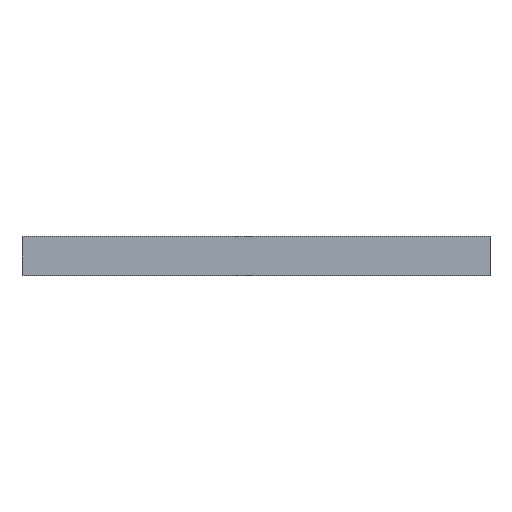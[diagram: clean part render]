
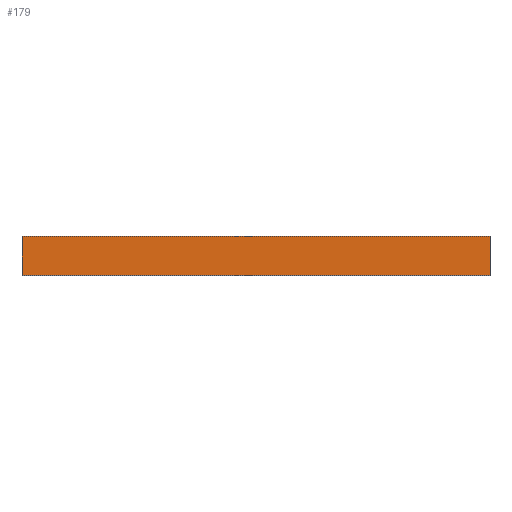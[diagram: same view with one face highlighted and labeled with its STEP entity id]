
A CAD part, top view. The second image highlights one B-rep face of the part: STEP entity #179.
In plain terms, the highlighted planar face has unit normal (0, 0, 1).
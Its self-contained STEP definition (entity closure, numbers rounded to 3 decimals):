
#33 = FACE_OUTER_BOUND ( 'NONE', #604, .T. ) ;
#70 = DIRECTION ( 'NONE',  ( -1., 0., 0. ) ) ;
#86 = AXIS2_PLACEMENT_3D ( 'NONE', #215, #222, #326 ) ;
#96 = VERTEX_POINT ( 'NONE', #143 ) ;
#110 = EDGE_CURVE ( 'NONE', #749, #96, #323, .T. ) ;
#113 = DIRECTION ( 'NONE',  ( 0., -1., 0. ) ) ;
#126 = EDGE_CURVE ( 'NONE', #182, #96, #299, .T. ) ;
#143 = CARTESIAN_POINT ( 'NONE',  ( -600., -100., 0. ) ) ;
#179 = ADVANCED_FACE ( 'NONE', ( #33 ), #1000, .F. ) ;
#182 = VERTEX_POINT ( 'NONE', #831 ) ;
#188 = ORIENTED_EDGE ( 'NONE', *, *, #126, .T. ) ;
#195 = VERTEX_POINT ( 'NONE', #494 ) ;
#215 = CARTESIAN_POINT ( 'NONE',  ( 600., 0., 0. ) ) ;
#222 = DIRECTION ( 'NONE',  ( 0., 0., -1. ) ) ;
#299 = LINE ( 'NONE', #1001, #718 ) ;
#323 = LINE ( 'NONE', #1110, #932 ) ;
#326 = DIRECTION ( 'NONE',  ( -1., 0., 0. ) ) ;
#365 = CARTESIAN_POINT ( 'NONE',  ( 600., 0., 0. ) ) ;
#407 = CARTESIAN_POINT ( 'NONE',  ( 600., 0., 0. ) ) ;
#454 = ORIENTED_EDGE ( 'NONE', *, *, #110, .F. ) ;
#483 = EDGE_CURVE ( 'NONE', #195, #182, #773, .T. ) ;
#494 = CARTESIAN_POINT ( 'NONE',  ( 600., 0., 0. ) ) ;
#510 = DIRECTION ( 'NONE',  ( 0., -1., 0. ) ) ;
#584 = ORIENTED_EDGE ( 'NONE', *, *, #808, .F. ) ;
#604 = EDGE_LOOP ( 'NONE', ( #188, #454, #584, #782 ) ) ;
#636 = LINE ( 'NONE', #365, #683 ) ;
#683 = VECTOR ( 'NONE', #113, 1000. ) ;
#718 = VECTOR ( 'NONE', #510, 1000. ) ;
#749 = VERTEX_POINT ( 'NONE', #1006 ) ;
#752 = DIRECTION ( 'NONE',  ( -1., 0., 0. ) ) ;
#773 = LINE ( 'NONE', #407, #803 ) ;
#782 = ORIENTED_EDGE ( 'NONE', *, *, #483, .T. ) ;
#803 = VECTOR ( 'NONE', #70, 1000. ) ;
#808 = EDGE_CURVE ( 'NONE', #195, #749, #636, .T. ) ;
#831 = CARTESIAN_POINT ( 'NONE',  ( -600., 0., 0. ) ) ;
#932 = VECTOR ( 'NONE', #752, 1000. ) ;
#1000 = PLANE ( 'NONE',  #86 ) ;
#1001 = CARTESIAN_POINT ( 'NONE',  ( -600., 0., 0. ) ) ;
#1006 = CARTESIAN_POINT ( 'NONE',  ( 600., -100., 0. ) ) ;
#1110 = CARTESIAN_POINT ( 'NONE',  ( 600., -100., 0. ) ) ;
